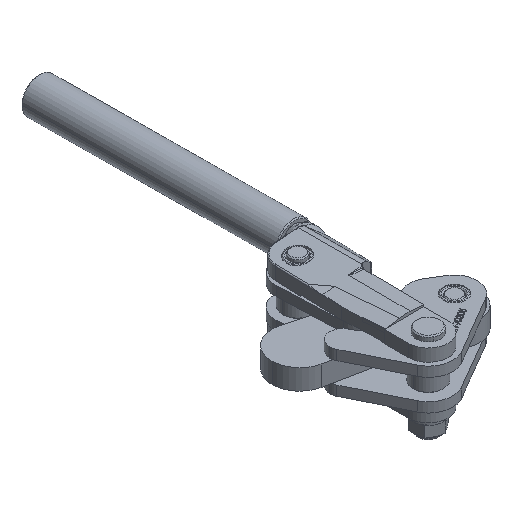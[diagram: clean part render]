
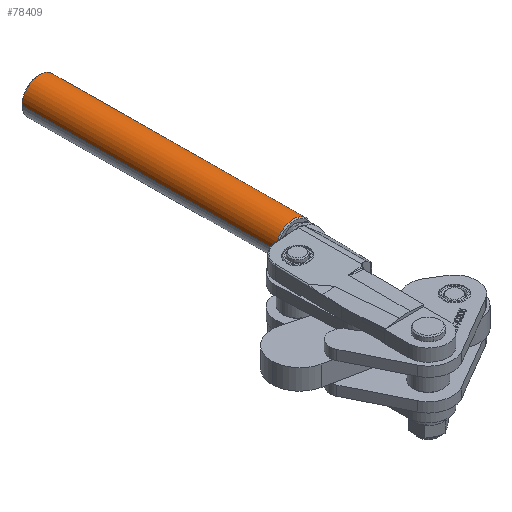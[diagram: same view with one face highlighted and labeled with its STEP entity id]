
A CAD part, isometric view. The second image highlights one B-rep face of the part: STEP entity #78409.
In plain terms, the highlighted cylindrical face has radius 8.75 mm (diameter 17.5 mm), a partial arc.
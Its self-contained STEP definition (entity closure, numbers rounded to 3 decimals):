
#150 = ORIENTED_EDGE ( 'NONE', *, *, #3244, .T. ) ;
#1341 = EDGE_CURVE ( 'NONE', #83176, #39205, #39841, .T. ) ;
#1643 = DIRECTION ( 'NONE',  ( 1., 0., 0. ) ) ;
#1908 = CARTESIAN_POINT ( 'NONE',  ( -212.8, 22.948, 18.064 ) ) ;
#2163 = EDGE_LOOP ( 'NONE', ( #150, #43711, #37175, #8876, #28800, #52320 ) ) ;
#3244 = EDGE_CURVE ( 'NONE', #57799, #83176, #51278, .T. ) ;
#3409 = CARTESIAN_POINT ( 'NONE',  ( -212.3, 31.698, 18.064 ) ) ;
#4165 = CARTESIAN_POINT ( 'NONE',  ( -88.3, 22.948, 26.814 ) ) ;
#6625 = VERTEX_POINT ( 'NONE', #87270 ) ;
#8876 = ORIENTED_EDGE ( 'NONE', *, *, #8890, .T. ) ;
#8890 = EDGE_CURVE ( 'NONE', #6625, #54543, #47049, .T. ) ;
#9519 = CARTESIAN_POINT ( 'NONE',  ( -212.3, 22.948, 26.814 ) ) ;
#9998 = DIRECTION ( 'NONE',  ( -1., 0., 0. ) ) ;
#13964 = CARTESIAN_POINT ( 'NONE',  ( -212.3, 22.948, 18.064 ) ) ;
#21128 = AXIS2_PLACEMENT_3D ( 'NONE', #55089, #9998, #62721 ) ;
#21521 = DIRECTION ( 'NONE',  ( 0., 0., 1. ) ) ;
#21975 = AXIS2_PLACEMENT_3D ( 'NONE', #46761, #1643, #54337 ) ;
#23701 = VERTEX_POINT ( 'NONE', #60533 ) ;
#28800 = ORIENTED_EDGE ( 'NONE', *, *, #31470, .T. ) ;
#31470 = EDGE_CURVE ( 'NONE', #54543, #23701, #65492, .T. ) ;
#36061 = CARTESIAN_POINT ( 'NONE',  ( -88.3, 22.948, 18.064 ) ) ;
#37175 = ORIENTED_EDGE ( 'NONE', *, *, #92219, .T. ) ;
#39205 = VERTEX_POINT ( 'NONE', #69248 ) ;
#39841 = CIRCLE ( 'NONE', #87594, 8.75 ) ;
#39918 = DIRECTION ( 'NONE',  ( 1., 0., 0. ) ) ;
#43622 = DIRECTION ( 'NONE',  ( 0., 0., 1. ) ) ;
#43711 = ORIENTED_EDGE ( 'NONE', *, *, #1341, .T. ) ;
#46761 = CARTESIAN_POINT ( 'NONE',  ( -212.3, 22.948, 18.064 ) ) ;
#47049 = CIRCLE ( 'NONE', #21128, 8.75 ) ;
#48667 = DIRECTION ( 'NONE',  ( 1., 0., 0. ) ) ;
#51278 = CIRCLE ( 'NONE', #21975, 8.75 ) ;
#52320 = ORIENTED_EDGE ( 'NONE', *, *, #91493, .F. ) ;
#54337 = DIRECTION ( 'NONE',  ( 0., 0., 1. ) ) ;
#54543 = VERTEX_POINT ( 'NONE', #4165 ) ;
#54589 = DIRECTION ( 'NONE',  ( 1., 0., 0. ) ) ;
#55089 = CARTESIAN_POINT ( 'NONE',  ( -88.3, 22.948, 18.064 ) ) ;
#57799 = VERTEX_POINT ( 'NONE', #3409 ) ;
#60533 = CARTESIAN_POINT ( 'NONE',  ( -88.3, 31.698, 18.064 ) ) ;
#62721 = DIRECTION ( 'NONE',  ( 0., 0., 1. ) ) ;
#65492 = CIRCLE ( 'NONE', #79114, 8.75 ) ;
#66681 = DIRECTION ( 'NONE',  ( 1., 0., 0. ) ) ;
#69248 = CARTESIAN_POINT ( 'NONE',  ( -212.3, 14.198, 18.064 ) ) ;
#70640 = VECTOR ( 'NONE', #39918, 1000. ) ;
#71654 = VECTOR ( 'NONE', #48667, 1000. ) ;
#73297 = FACE_OUTER_BOUND ( 'NONE', #2163, .T. ) ;
#73999 = LINE ( 'NONE', #93905, #71654 ) ;
#78065 = AXIS2_PLACEMENT_3D ( 'NONE', #1908, #54589, #92266 ) ;
#78409 = ADVANCED_FACE ( 'NONE', ( #73297 ), #91076, .T. ) ;
#79114 = AXIS2_PLACEMENT_3D ( 'NONE', #36061, #88888, #43622 ) ;
#83176 = VERTEX_POINT ( 'NONE', #9519 ) ;
#85157 = CARTESIAN_POINT ( 'NONE',  ( -212.8, 31.698, 18.064 ) ) ;
#87270 = CARTESIAN_POINT ( 'NONE',  ( -88.3, 14.198, 18.064 ) ) ;
#87594 = AXIS2_PLACEMENT_3D ( 'NONE', #13964, #66681, #21521 ) ;
#88376 = LINE ( 'NONE', #85157, #70640 ) ;
#88888 = DIRECTION ( 'NONE',  ( -1., 0., 0. ) ) ;
#91076 = CYLINDRICAL_SURFACE ( 'NONE', #78065, 8.75 ) ;
#91493 = EDGE_CURVE ( 'NONE', #57799, #23701, #88376, .T. ) ;
#92219 = EDGE_CURVE ( 'NONE', #39205, #6625, #73999, .T. ) ;
#92266 = DIRECTION ( 'NONE',  ( 0., 1., 0. ) ) ;
#93905 = CARTESIAN_POINT ( 'NONE',  ( -212.8, 14.198, 18.064 ) ) ;
